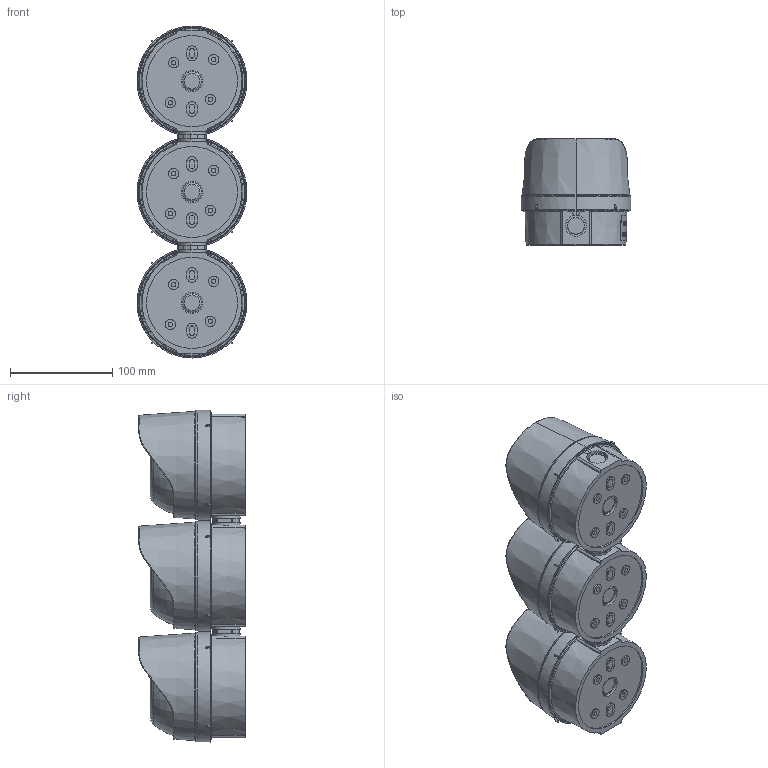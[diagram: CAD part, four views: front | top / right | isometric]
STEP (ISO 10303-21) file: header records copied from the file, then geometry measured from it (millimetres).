
FILE_DESCRIPTION (( 'STEP AP214' ), '1' );
FILE_NAME ('Moflash LED-TL Triple.STEP', '2016-03-23T13:32:39', ( '' ), ( '' ), 'SwSTEP 2.0', 'SolidWorks 2016', '' );
FILE_SCHEMA (( 'AUTOMOTIVE_DESIGN' ));
Length unit declared in the file: millimetre
Products named in the file (2): Moflash LED-TL Triple
Bounding box: 107.6 x 104.28 x 325.32 mm (x, y, z)
Volume: 431625.2 mm3; surface area: 391344.6 mm2
Topology: 16 solids, 16 shells, 1609 faces, 3683 edges, 2246 vertices
Faces by surface type: plane 433, cone 371, torus 315, cylinder 254, bspline 212, sphere 24
Entity records: 71755 total; most frequent: CARTESIAN_POINT 18388, DIRECTION 7559, ORIENTED_EDGE 7354, EDGE_CURVE 3677, AXIS2_PLACEMENT_3D 3268, VERTEX_POINT 2246, CIRCLE 1869, EDGE_LOOP 1773
